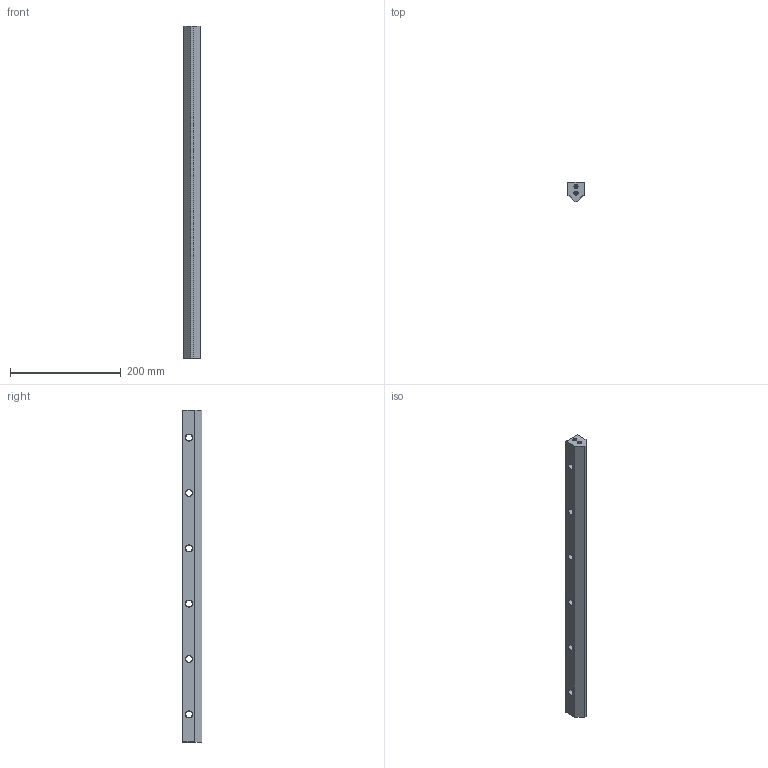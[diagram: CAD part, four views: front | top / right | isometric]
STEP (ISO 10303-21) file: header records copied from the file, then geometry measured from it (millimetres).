
FILE_DESCRIPTION(/* description */ (''),/* implementation_level */ '2;1');
FILE_NAME(/* name */ 'O2535_600.stp',/* time_stamp */ '2024-12-04T10:23:16+01:00',/* author */ (''),/* organization */ (''),/* preprocessor_version */ 'ST-DEVELOPER v16.7',/* originating_system */ 'SIEMENS PLM Software NX 12.0',/* authorisation */ '');
FILE_SCHEMA (('AUTOMOTIVE_DESIGN { 1 0 10303 214 3 1 1 1 }'));
Length unit declared in the file: millimetre
Products named in the file (1): NO2535_600_stp
Bounding box: 30 x 35 x 600 mm (x, y, z)
Volume: 500283.7 mm3; surface area: 77460 mm2
Topology: 1 solids, 1 shells, 391 faces, 1010 edges, 664 vertices
Faces by surface type: plane 229, bspline 90, cone 40, cylinder 32
Entity records: 14384 total; most frequent: CARTESIAN_POINT 3308, ORIENTED_EDGE 2020, DIRECTION 1562, EDGE_CURVE 1010, LINE 702, VECTOR 702, VERTEX_POINT 664, EDGE_LOOP 446
